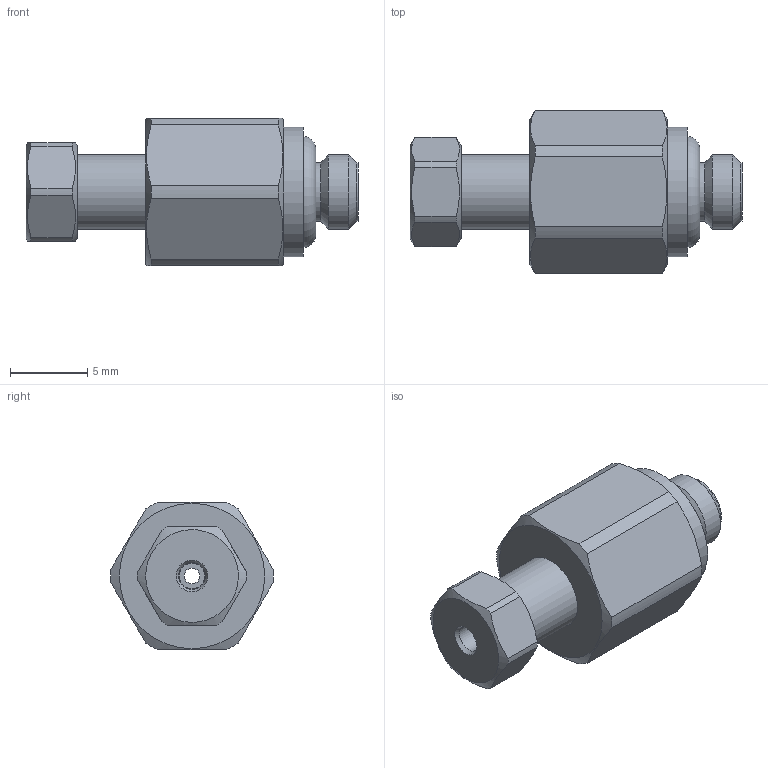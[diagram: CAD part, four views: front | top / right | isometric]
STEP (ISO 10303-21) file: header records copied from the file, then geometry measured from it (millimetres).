
FILE_DESCRIPTION((''),'2;1');
FILE_NAME('305240-ZAOR11 Internal adaptor.stp','2013-08-21T13:41:57',('Franzp'),(''),'Autodesk Inventor 2013','Autodesk Inventor 2013','');
FILE_SCHEMA(('AUTOMOTIVE_DESIGN { 1 0 10303 214 1 1 1 1 }'));
Length unit declared in the file: millimetre
Products named in the file (1): 305240_Shrinkwrap_1
Bounding box: 21.48 x 10.54 x 9.53 mm (x, y, z)
Surface area: 948.2 mm2 (no closed solid volume)
Topology: 0 solids, 5 shells, 50 faces, 125 edges, 83 vertices
Faces by surface type: cylinder 20, plane 20, cone 9, torus 1
Full cylindrical faces by diameter (mm): 1.016 x1, 1.727 x1, 3.81 x2, 4.826 x2, 7.366 x1, 8.382 x1
Entity records: 1444 total; most frequent: CARTESIAN_POINT 276, DIRECTION 232, ORIENTED_EDGE 194, AXIS2_PLACEMENT_3D 104, EDGE_CURVE 101, VERTEX_POINT 76, EDGE_LOOP 75, CIRCLE 53
